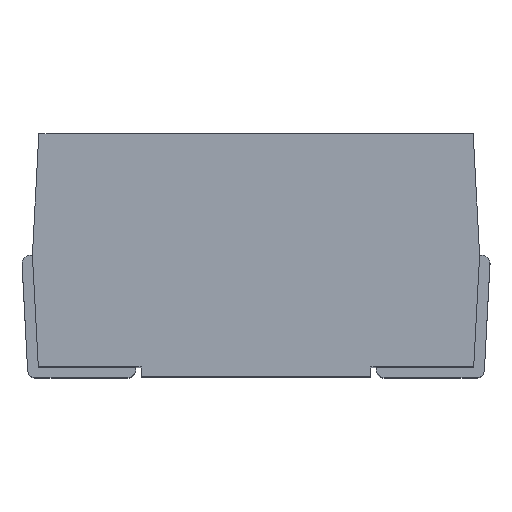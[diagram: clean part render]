
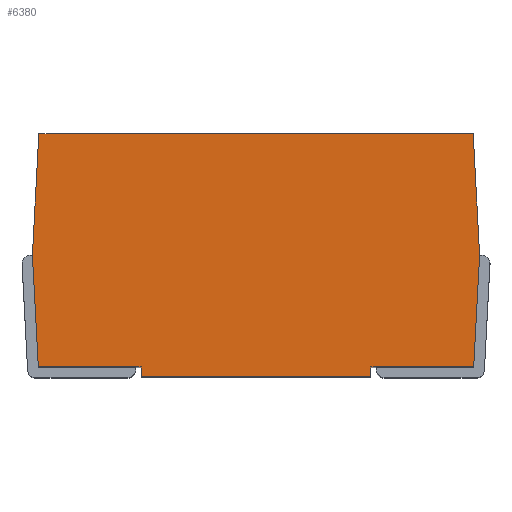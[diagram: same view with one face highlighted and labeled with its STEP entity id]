
A CAD part, top view. The second image highlights one B-rep face of the part: STEP entity #6380.
In plain terms, the highlighted planar face has unit normal (0, 0, 1).
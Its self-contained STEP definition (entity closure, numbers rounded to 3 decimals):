
#127 = ORIENTED_EDGE ( 'NONE', *, *, #5800, .F. ) ;
#359 = LINE ( 'NONE', #2985, #9457 ) ;
#747 = VECTOR ( 'NONE', #7199, 1000. ) ;
#769 = VERTEX_POINT ( 'NONE', #6850 ) ;
#803 = VECTOR ( 'NONE', #3397, 1000. ) ;
#846 = DIRECTION ( 'NONE',  ( 0., 1., 0. ) ) ;
#886 = ORIENTED_EDGE ( 'NONE', *, *, #8559, .F. ) ;
#887 = CARTESIAN_POINT ( 'NONE',  ( -1.75, 0., 1.4 ) ) ;
#896 = VERTEX_POINT ( 'NONE', #10190 ) ;
#1229 = CARTESIAN_POINT ( 'NONE',  ( -0.9, -0.875, 1.4 ) ) ;
#1637 = CARTESIAN_POINT ( 'NONE',  ( 1.7, 0.95, 1.4 ) ) ;
#1755 = VECTOR ( 'NONE', #2629, 1000. ) ;
#1946 = CARTESIAN_POINT ( 'NONE',  ( 0.9, -0.95, 1.4 ) ) ;
#2111 = VECTOR ( 'NONE', #7737, 1000. ) ;
#2142 = ORIENTED_EDGE ( 'NONE', *, *, #5677, .T. ) ;
#2301 = CARTESIAN_POINT ( 'NONE',  ( -1.7, -0.95, 1.4 ) ) ;
#2443 = EDGE_CURVE ( 'NONE', #769, #7111, #9117, .T. ) ;
#2600 = EDGE_CURVE ( 'NONE', #4188, #8649, #4291, .T. ) ;
#2629 = DIRECTION ( 'NONE',  ( -1., 0., 0. ) ) ;
#2697 = ORIENTED_EDGE ( 'NONE', *, *, #4636, .F. ) ;
#2856 = VECTOR ( 'NONE', #4408, 1000. ) ;
#2917 = CARTESIAN_POINT ( 'NONE',  ( -1.7, 0.951, 1.4 ) ) ;
#2985 = CARTESIAN_POINT ( 'NONE',  ( -1.7, 0.95, 1.4 ) ) ;
#2993 = CARTESIAN_POINT ( 'NONE',  ( 1.7, 0.95, 1.4 ) ) ;
#3007 = DIRECTION ( 'NONE',  ( 0., -1., 0. ) ) ;
#3163 = DIRECTION ( 'NONE',  ( 1., 0., 0. ) ) ;
#3167 = FACE_OUTER_BOUND ( 'NONE', #8167, .T. ) ;
#3312 = VERTEX_POINT ( 'NONE', #9014 ) ;
#3376 = ORIENTED_EDGE ( 'NONE', *, *, #7013, .T. ) ;
#3397 = DIRECTION ( 'NONE',  ( -0.053, 0.999, 0. ) ) ;
#3425 = LINE ( 'NONE', #1637, #803 ) ;
#3438 = VERTEX_POINT ( 'NONE', #10059 ) ;
#3531 = DIRECTION ( 'NONE',  ( 0., 0., -1. ) ) ;
#3852 = CARTESIAN_POINT ( 'NONE',  ( -0.9, -0.875, 1.4 ) ) ;
#3969 = LINE ( 'NONE', #8797, #2856 ) ;
#3972 = DIRECTION ( 'NONE',  ( 1., 0., 0. ) ) ;
#4188 = VERTEX_POINT ( 'NONE', #11415 ) ;
#4291 = LINE ( 'NONE', #2917, #6630 ) ;
#4408 = DIRECTION ( 'NONE',  ( 0., -1., 0. ) ) ;
#4413 = DIRECTION ( 'NONE',  ( -0.053, -0.999, 0. ) ) ;
#4499 = VECTOR ( 'NONE', #3972, 1000. ) ;
#4615 = LINE ( 'NONE', #8411, #9309 ) ;
#4636 = EDGE_CURVE ( 'NONE', #9383, #3312, #9823, .T. ) ;
#4892 = VERTEX_POINT ( 'NONE', #10535 ) ;
#5178 = ORIENTED_EDGE ( 'NONE', *, *, #7301, .T. ) ;
#5557 = ORIENTED_EDGE ( 'NONE', *, *, #6755, .F. ) ;
#5677 = EDGE_CURVE ( 'NONE', #7111, #7251, #3425, .T. ) ;
#5800 = EDGE_CURVE ( 'NONE', #3438, #11206, #11114, .T. ) ;
#5843 = VECTOR ( 'NONE', #8438, 1000. ) ;
#5905 = EDGE_CURVE ( 'NONE', #8649, #6299, #10553, .T. ) ;
#6056 = CARTESIAN_POINT ( 'NONE',  ( -1.75, 0., 1.4 ) ) ;
#6299 = VERTEX_POINT ( 'NONE', #6056 ) ;
#6380 = ADVANCED_FACE ( 'NONE', ( #3167 ), #10499, .F. ) ;
#6630 = VECTOR ( 'NONE', #3007, 1000. ) ;
#6755 = EDGE_CURVE ( 'NONE', #7699, #4892, #3969, .T. ) ;
#6850 = CARTESIAN_POINT ( 'NONE',  ( 1.704, -0.875, 1.4 ) ) ;
#6996 = CARTESIAN_POINT ( 'NONE',  ( 0.9, -0.875, 1.4 ) ) ;
#7013 = EDGE_CURVE ( 'NONE', #3438, #3312, #4615, .T. ) ;
#7110 = CARTESIAN_POINT ( 'NONE',  ( -1.45, 0.951, 1.4 ) ) ;
#7111 = VERTEX_POINT ( 'NONE', #10289 ) ;
#7199 = DIRECTION ( 'NONE',  ( 0., -1., 0. ) ) ;
#7251 = VERTEX_POINT ( 'NONE', #2993 ) ;
#7297 = VECTOR ( 'NONE', #10037, 1000. ) ;
#7301 = EDGE_CURVE ( 'NONE', #6299, #896, #10504, .T. ) ;
#7325 = ORIENTED_EDGE ( 'NONE', *, *, #11276, .F. ) ;
#7445 = CARTESIAN_POINT ( 'NONE',  ( 0.9, -0.875, 1.4 ) ) ;
#7630 = ORIENTED_EDGE ( 'NONE', *, *, #8251, .T. ) ;
#7699 = VERTEX_POINT ( 'NONE', #7110 ) ;
#7737 = DIRECTION ( 'NONE',  ( 0.053, 0.999, 0. ) ) ;
#7820 = ORIENTED_EDGE ( 'NONE', *, *, #10226, .F. ) ;
#7876 = CARTESIAN_POINT ( 'NONE',  ( -0.9, -0.95, 1.4 ) ) ;
#8167 = EDGE_LOOP ( 'NONE', ( #3376, #2697, #886, #10777, #2142, #7630, #5557, #7325, #11345, #11131, #5178, #7820, #127 ) ) ;
#8251 = EDGE_CURVE ( 'NONE', #7251, #4892, #359, .T. ) ;
#8360 = DIRECTION ( 'NONE',  ( -1., 0., 0. ) ) ;
#8411 = CARTESIAN_POINT ( 'NONE',  ( -1.7, -0.95, 1.4 ) ) ;
#8438 = DIRECTION ( 'NONE',  ( 0.053, -0.999, 0. ) ) ;
#8548 = CARTESIAN_POINT ( 'NONE',  ( 1.75, 0., 1.4 ) ) ;
#8559 = EDGE_CURVE ( 'NONE', #769, #9383, #8761, .T. ) ;
#8649 = VERTEX_POINT ( 'NONE', #10491 ) ;
#8761 = LINE ( 'NONE', #6996, #1755 ) ;
#8782 = CARTESIAN_POINT ( 'NONE',  ( 0., 0., 1.4 ) ) ;
#8797 = CARTESIAN_POINT ( 'NONE',  ( -1.45, 0.951, 1.4 ) ) ;
#9014 = CARTESIAN_POINT ( 'NONE',  ( 0.9, -0.95, 1.4 ) ) ;
#9117 = LINE ( 'NONE', #8548, #2111 ) ;
#9226 = CARTESIAN_POINT ( 'NONE',  ( -1.7, 0.951, 1.4 ) ) ;
#9309 = VECTOR ( 'NONE', #3163, 1000. ) ;
#9364 = LINE ( 'NONE', #1229, #7297 ) ;
#9383 = VERTEX_POINT ( 'NONE', #7445 ) ;
#9457 = VECTOR ( 'NONE', #8360, 1000. ) ;
#9661 = DIRECTION ( 'NONE',  ( -1., 0., 0. ) ) ;
#9823 = LINE ( 'NONE', #1946, #747 ) ;
#10037 = DIRECTION ( 'NONE',  ( -1., 0., 0. ) ) ;
#10059 = CARTESIAN_POINT ( 'NONE',  ( -0.9, -0.95, 1.4 ) ) ;
#10190 = CARTESIAN_POINT ( 'NONE',  ( -1.704, -0.875, 1.4 ) ) ;
#10226 = EDGE_CURVE ( 'NONE', #11206, #896, #9364, .T. ) ;
#10286 = VECTOR ( 'NONE', #4413, 1000. ) ;
#10289 = CARTESIAN_POINT ( 'NONE',  ( 1.75, 0., 1.4 ) ) ;
#10491 = CARTESIAN_POINT ( 'NONE',  ( -1.7, 0.95, 1.4 ) ) ;
#10499 = PLANE ( 'NONE',  #10658 ) ;
#10504 = LINE ( 'NONE', #2301, #5843 ) ;
#10535 = CARTESIAN_POINT ( 'NONE',  ( -1.45, 0.95, 1.4 ) ) ;
#10553 = LINE ( 'NONE', #887, #10286 ) ;
#10658 = AXIS2_PLACEMENT_3D ( 'NONE', #8782, #3531, #9661 ) ;
#10777 = ORIENTED_EDGE ( 'NONE', *, *, #2443, .T. ) ;
#10830 = VECTOR ( 'NONE', #846, 1000. ) ;
#11114 = LINE ( 'NONE', #7876, #10830 ) ;
#11131 = ORIENTED_EDGE ( 'NONE', *, *, #5905, .T. ) ;
#11206 = VERTEX_POINT ( 'NONE', #3852 ) ;
#11253 = LINE ( 'NONE', #9226, #4499 ) ;
#11276 = EDGE_CURVE ( 'NONE', #4188, #7699, #11253, .T. ) ;
#11345 = ORIENTED_EDGE ( 'NONE', *, *, #2600, .T. ) ;
#11415 = CARTESIAN_POINT ( 'NONE',  ( -1.7, 0.951, 1.4 ) ) ;
